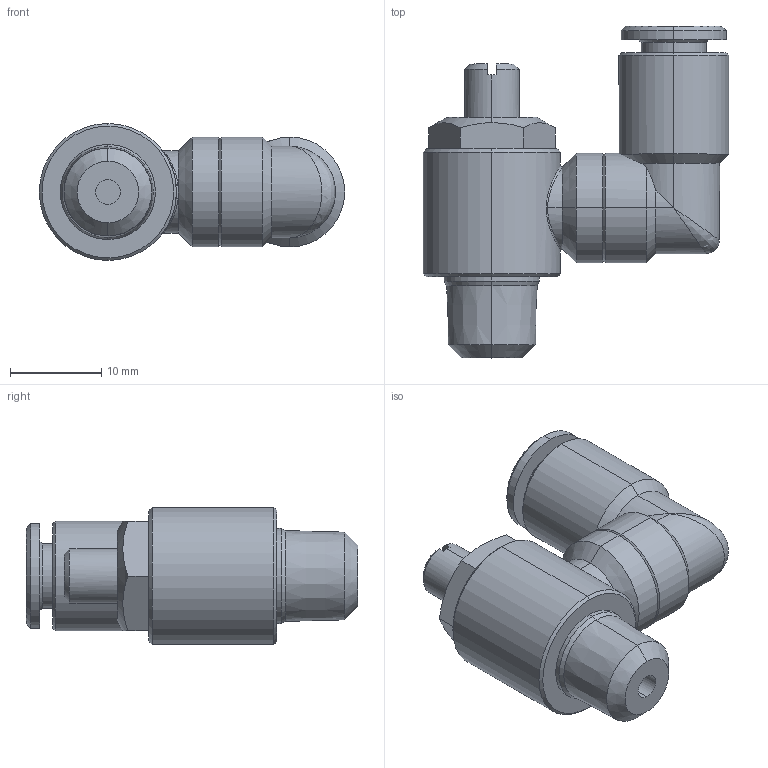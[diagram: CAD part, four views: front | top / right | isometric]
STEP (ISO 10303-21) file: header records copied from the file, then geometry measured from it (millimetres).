
FILE_DESCRIPTION (( 'STEP AP203' ), '1' );
FILE_NAME ('04180B31.STEP', '2010-04-29T09:28:45', ( '' ), ( 'sopra-pneumatic' ), 'SwSTEP 2.0', 'SolidWorks 2009', '' );
FILE_SCHEMA (( 'CONFIG_CONTROL_DESIGN' ));
Length unit declared in the file: millimetre
Products named in the file (1): 04180B31
Bounding box: 33.4 x 36.3 x 15 mm (x, y, z)
Volume: 6305.1 mm3; surface area: 3378.7 mm2
Topology: 1 solids, 5 shells, 110 faces, 238 edges, 145 vertices
Faces by surface type: cylinder 40, plane 35, cone 32, bspline 3
Entity records: 4585 total; most frequent: CARTESIAN_POINT 2140, DIRECTION 510, ORIENTED_EDGE 472, EDGE_CURVE 236, AXIS2_PLACEMENT_3D 206, VERTEX_POINT 145, EDGE_LOOP 119, ADVANCED_FACE 110
